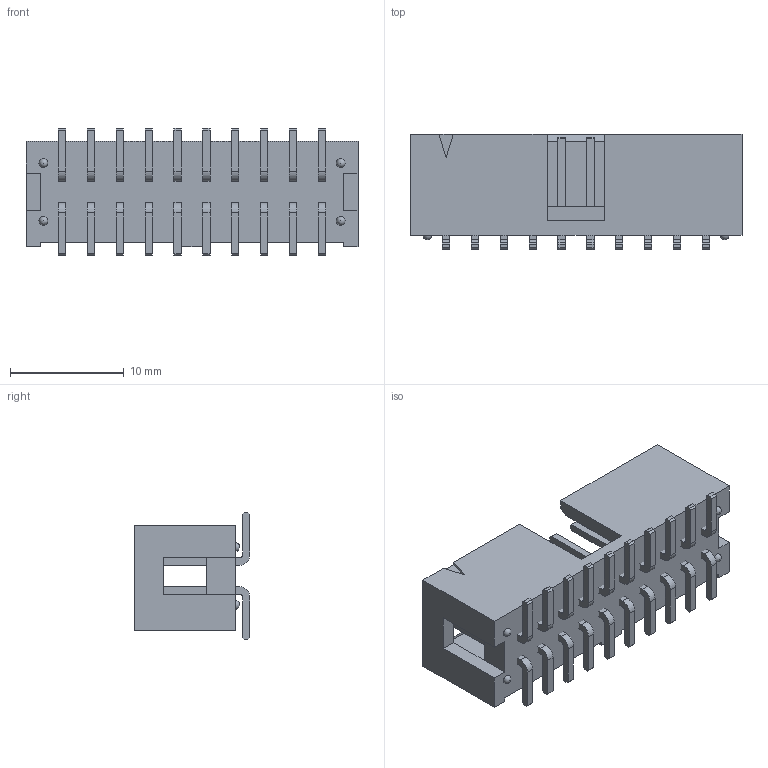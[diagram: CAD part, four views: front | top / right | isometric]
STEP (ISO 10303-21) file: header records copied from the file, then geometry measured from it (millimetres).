
FILE_DESCRIPTION( ( 'STEP AP203' ), '1' );
FILE_NAME( 'HTSS-110-01-L-DV.stp', '2021-08-27T16:26:39', ( 'License CC BY-ND 4.0' ), ( 'CADENAS' ), ' ', 'PARTsolutions', ' ' );
FILE_SCHEMA( ( 'CONFIG_CONTROL_DESIGN' ) );
Length unit declared in the file: inch
Products named in the file (3): HTSS-110-01-L-DV; _HTSS-110-01-DV_header; _T-1S6-10-01-DV_HTSS
Assembly tree (2 placements, depth 2):
  HTSS-110-01-L-DV
    _HTSS-110-01-DV_header
    _T-1S6-10-01-DV_HTSS
Bounding box: 29.21 x 10.16 x 11.18 mm (x, y, z)
Volume: 1291.1 mm3; surface area: 2399.5 mm2
Topology: 2 solids, 2 shells, 362 faces, 1080 edges, 718 vertices
Faces by surface type: plane 318, cylinder 40, sphere 4
Entity records: 12020 total; most frequent: CARTESIAN_POINT 2147, ORIENTED_EDGE 2136, DIRECTION 1882, EDGE_CURVE 1068, LINE 984, VECTOR 984, VERTEX_POINT 714, AXIS2_PLACEMENT_3D 449
